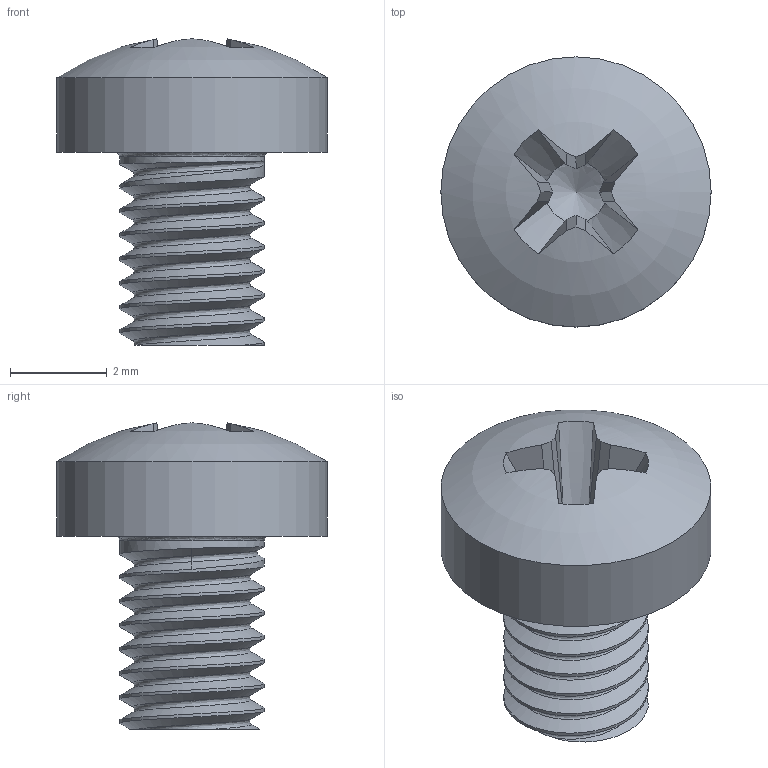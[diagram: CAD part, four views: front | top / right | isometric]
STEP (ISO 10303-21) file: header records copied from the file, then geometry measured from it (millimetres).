
FILE_DESCRIPTION(('FreeCAD Model'),'2;1');
FILE_NAME('M3x4-Screw_sc.step', '2019-03-08T13:13:23',('kicad StepUp'),('ksu MCAD'), 'Open CASCADE STEP processor 7.3','FreeCAD','Unknown');
FILE_SCHEMA(('AUTOMOTIVE_DESIGN { 1 0 10303 214 1 1 1 1 }'));
Length unit declared in the file: millimetre
Products named in the file (1): M3x4-Screw_sc
Bounding box: 5.6 x 5.6 x 6.35 mm (x, y, z)
Volume: 67.1 mm3; surface area: 143.5 mm2
Topology: 1 solids, 1 shells, 61 faces, 142 edges, 83 vertices
Faces by surface type: bspline 34, plane 18, cone 5, cylinder 2, revolution 1, sphere 1
Full cylindrical faces by diameter (mm): 3 x1, 5.6 x1
Entity records: 3441 total; most frequent: CARTESIAN_POINT 2268, ORIENTED_EDGE 282, DIRECTION 181, EDGE_CURVE 141, VERTEX_POINT 83, AXIS2_PLACEMENT_3D 82, FACE_BOUND 62, EDGE_LOOP 62
